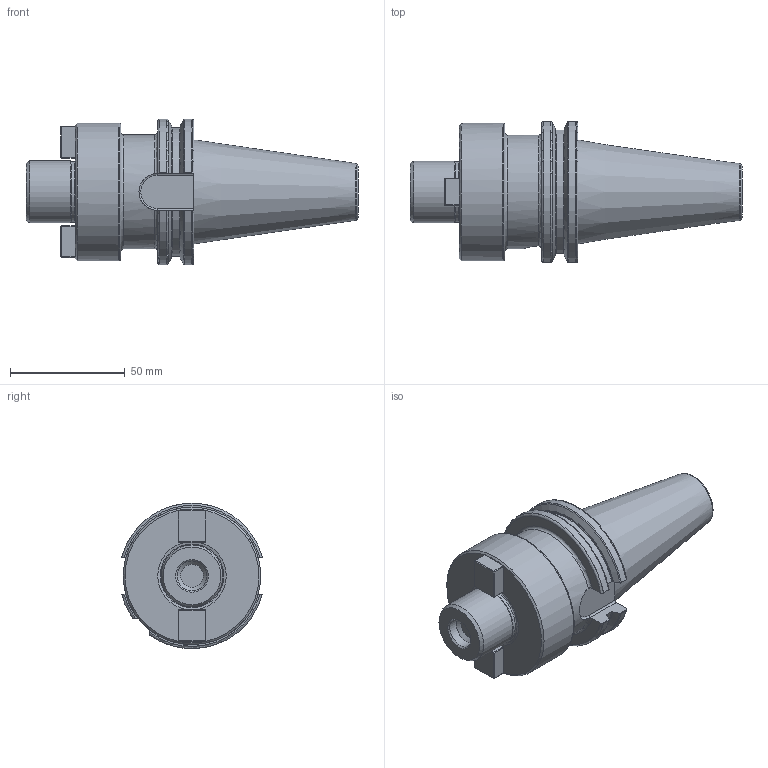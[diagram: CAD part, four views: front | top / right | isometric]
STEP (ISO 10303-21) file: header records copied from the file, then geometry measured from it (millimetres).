
FILE_DESCRIPTION(/* description */ (''),/* implementation_level */ '2;1');
FILE_NAME(/* name */ 'ASK40-FM-27-055.stp',/* time_stamp */ '2024-12-25T13:04:14+03:00',/* author */ (''),/* organization */ (''),/* preprocessor_version */ 'ST-DEVELOPER v19.4',/* originating_system */ 'SIEMENS PLM Software NX2306.3001',/* authorisation */ '');
FILE_SCHEMA (('AUTOMOTIVE_DESIGN { 1 0 10303 214 3 1 1 1 }'));
Length unit declared in the file: millimetre
Products named in the file (1): ASK40-FM-27-055-LIGHT2_objects
Bounding box: 144.9 x 61.37 x 63.42 mm (x, y, z)
Volume: 214243.4 mm3; surface area: 27072 mm2
Topology: 1 solids, 1 shells, 140 faces, 363 edges, 228 vertices
Faces by surface type: plane 69, torus 26, cone 23, cylinder 22
Full cylindrical faces by diameter (mm): 4 x1, 10 x1, 13 x1, 26.5 x1, 27 x1, 49.7 x1, 60 x1
Entity records: 4649 total; most frequent: CARTESIAN_POINT 1449, ORIENTED_EDGE 662, DIRECTION 618, EDGE_CURVE 331, AXIS2_PLACEMENT_3D 239, VERTEX_POINT 221, EDGE_LOOP 167, ADVANCED_FACE 140
